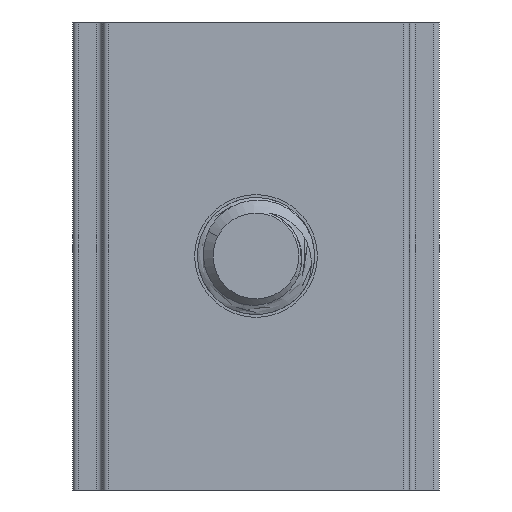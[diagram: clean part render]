
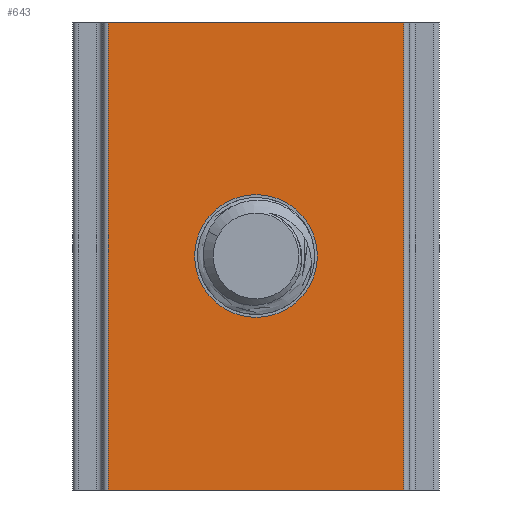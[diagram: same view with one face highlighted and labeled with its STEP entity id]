
A CAD part, front view. The second image highlights one B-rep face of the part: STEP entity #643.
In plain terms, the highlighted planar face has unit normal (0, -1, 0).
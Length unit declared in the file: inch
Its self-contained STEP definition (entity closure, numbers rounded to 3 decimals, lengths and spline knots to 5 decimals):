
#60 = LINE ( 'NONE', #2913, #2409 ) ;
#118 = AXIS2_PLACEMENT_3D ( 'NONE', #2303, #5892, #4147 ) ;
#224 = VERTEX_POINT ( 'NONE', #6592 ) ;
#299 = FACE_BOUND ( 'NONE', #4156, .T. ) ;
#362 = PLANE ( 'NONE',  #508 ) ;
#478 = CARTESIAN_POINT ( 'NONE',  ( -0.395, 0., 0.625 ) ) ;
#508 = AXIS2_PLACEMENT_3D ( 'NONE', #2624, #4899, #2558 ) ;
#589 = DIRECTION ( 'NONE',  ( -1., 0., 0. ) ) ;
#643 = ADVANCED_FACE ( 'NONE', ( #3721, #299 ), #362, .F. ) ;
#692 = ORIENTED_EDGE ( 'NONE', *, *, #4254, .F. ) ;
#800 = ORIENTED_EDGE ( 'NONE', *, *, #5730, .F. ) ;
#980 = EDGE_CURVE ( 'NONE', #1167, #3559, #5144, .T. ) ;
#1050 = VERTEX_POINT ( 'NONE', #3750 ) ;
#1135 = CARTESIAN_POINT ( 'NONE',  ( -0.395, 0., -0.625 ) ) ;
#1167 = VERTEX_POINT ( 'NONE', #3326 ) ;
#1223 = CARTESIAN_POINT ( 'NONE',  ( -0.395, 0., -0.625 ) ) ;
#1278 = EDGE_CURVE ( 'NONE', #5281, #1050, #60, .T. ) ;
#1629 = ORIENTED_EDGE ( 'NONE', *, *, #1278, .F. ) ;
#1661 = DIRECTION ( 'NONE',  ( 0., 0., 1. ) ) ;
#1677 = VERTEX_POINT ( 'NONE', #1135 ) ;
#2023 = ORIENTED_EDGE ( 'NONE', *, *, #980, .F. ) ;
#2303 = CARTESIAN_POINT ( 'NONE',  ( 0., 0., 0. ) ) ;
#2314 = DIRECTION ( 'NONE',  ( 1., 0., 0. ) ) ;
#2409 = VECTOR ( 'NONE', #2314, 39.37008 ) ;
#2499 = VECTOR ( 'NONE', #1661, 39.37008 ) ;
#2558 = DIRECTION ( 'NONE',  ( -1., 0., 0. ) ) ;
#2624 = CARTESIAN_POINT ( 'NONE',  ( -0.395, 0., 0.625 ) ) ;
#2913 = CARTESIAN_POINT ( 'NONE',  ( -0.395, 0., 0.625 ) ) ;
#3012 = LINE ( 'NONE', #1223, #6478 ) ;
#3112 = DIRECTION ( 'NONE',  ( 0., -1., 0. ) ) ;
#3326 = CARTESIAN_POINT ( 'NONE',  ( 0., 0., -0.16406 ) ) ;
#3559 = VERTEX_POINT ( 'NONE', #4088 ) ;
#3601 = EDGE_LOOP ( 'NONE', ( #6721, #1629, #692, #800 ) ) ;
#3721 = FACE_OUTER_BOUND ( 'NONE', #3601, .T. ) ;
#3750 = CARTESIAN_POINT ( 'NONE',  ( 0.395, 0., 0.625 ) ) ;
#3783 = DIRECTION ( 'NONE',  ( 0., 0., -1. ) ) ;
#4006 = ORIENTED_EDGE ( 'NONE', *, *, #6983, .F. ) ;
#4038 = CARTESIAN_POINT ( 'NONE',  ( -0.395, 0., 0.625 ) ) ;
#4088 = CARTESIAN_POINT ( 'NONE',  ( 0., 0., 0.16406 ) ) ;
#4147 = DIRECTION ( 'NONE',  ( 0., 0., -1. ) ) ;
#4156 = EDGE_LOOP ( 'NONE', ( #2023, #4006 ) ) ;
#4254 = EDGE_CURVE ( 'NONE', #1677, #5281, #5581, .T. ) ;
#4342 = CARTESIAN_POINT ( 'NONE',  ( 0.395, 0., 0.625 ) ) ;
#4887 = LINE ( 'NONE', #4342, #5761 ) ;
#4899 = DIRECTION ( 'NONE',  ( 0., 1., 0. ) ) ;
#5144 = CIRCLE ( 'NONE', #5515, 0.16406 ) ;
#5281 = VERTEX_POINT ( 'NONE', #4038 ) ;
#5418 = DIRECTION ( 'NONE',  ( 0., 0., -1. ) ) ;
#5515 = AXIS2_PLACEMENT_3D ( 'NONE', #6607, #3112, #5418 ) ;
#5581 = LINE ( 'NONE', #478, #2499 ) ;
#5730 = EDGE_CURVE ( 'NONE', #224, #1677, #3012, .T. ) ;
#5761 = VECTOR ( 'NONE', #3783, 39.37008 ) ;
#5892 = DIRECTION ( 'NONE',  ( 0., -1., 0. ) ) ;
#6291 = EDGE_CURVE ( 'NONE', #1050, #224, #4887, .T. ) ;
#6292 = CIRCLE ( 'NONE', #118, 0.16406 ) ;
#6478 = VECTOR ( 'NONE', #589, 39.37008 ) ;
#6592 = CARTESIAN_POINT ( 'NONE',  ( 0.395, 0., -0.625 ) ) ;
#6607 = CARTESIAN_POINT ( 'NONE',  ( 0., 0., 0. ) ) ;
#6721 = ORIENTED_EDGE ( 'NONE', *, *, #6291, .F. ) ;
#6983 = EDGE_CURVE ( 'NONE', #3559, #1167, #6292, .T. ) ;
